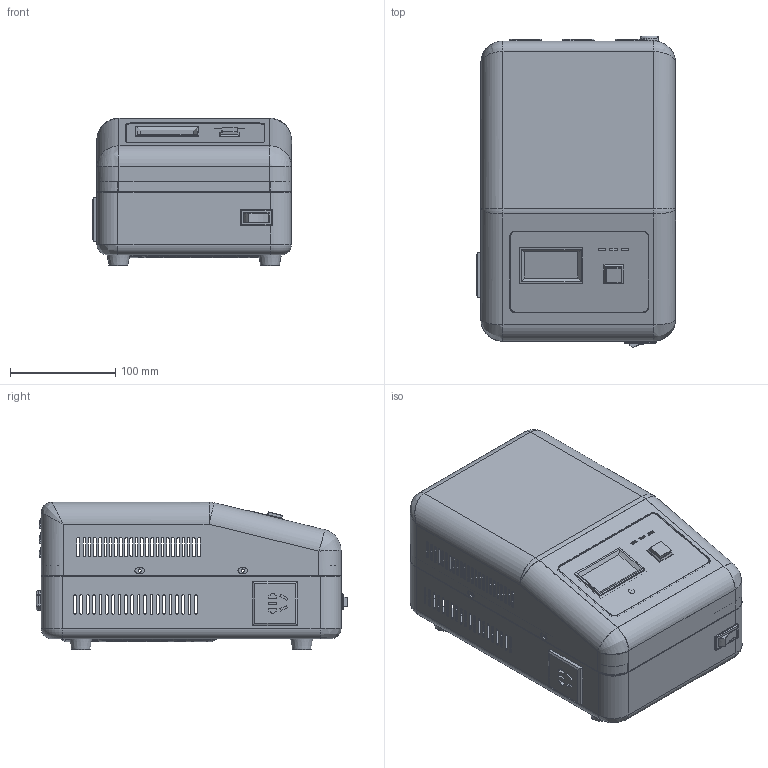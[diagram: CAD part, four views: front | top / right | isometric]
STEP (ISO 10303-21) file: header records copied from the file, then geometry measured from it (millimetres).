
FILE_DESCRIPTION(/* description */ (''),/* implementation_level */ '2;1');
FILE_NAME(/* name */ 'SVC-B2KVA三维图-202508.stp',/* time_stamp */ '2025-08-20T15:28:10+08:00',/* author */ (''),/* organization */ (''),/* preprocessor_version */ 'ST-DEVELOPER v20',/* originating_system */ 'SIEMENS PLM Software NX2312.1700',/* authorisation */ '');
FILE_SCHEMA (('AUTOMOTIVE_DESIGN { 1 0 10303 214 3 1 1 1 }'));
Products named in the file (9): 按钮红; 85L17表头; SVC-B2K底座; 10A船型开关; SVC-B2K盖子; 国标五插; 85L17表架; TND-0.5K橡皮脚（10.33mm); SVC-B2KVA三维图-202505_step
Assembly tree (11 placements, depth 2):
  SVC-B2KVA三维图-202505_step
    TND-0.5K橡皮脚（10.33mm)  x4
    85L17表架
    国标五插
    SVC-B2K盖子
    10A船型开关
    SVC-B2K底座
    85L17表头
    按钮红
Bounding box: 189.2 x 296.58 x 140.33 mm (x, y, z)
Volume: 331174.3 mm3; surface area: 467412.9 mm2
Topology: 12 solids, 13 shells, 1769 faces, 4634 edges, 2945 vertices
Faces by surface type: plane 749, cylinder 585, extrusion 148, torus 136, bspline 112, cone 31, sphere 8
Full cylindrical faces by diameter (mm): 3.5 x4, 7.97 x4
Entity records: 68987 total; most frequent: CARTESIAN_POINT 22789, ORIENTED_EDGE 9100, DIRECTION 8505, EDGE_CURVE 4550, AXIS2_PLACEMENT_3D 2906, VERTEX_POINT 2905, VECTOR 2693, LINE 2545
